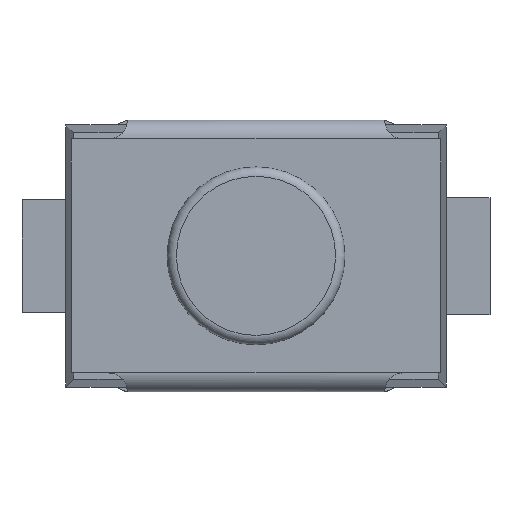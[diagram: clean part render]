
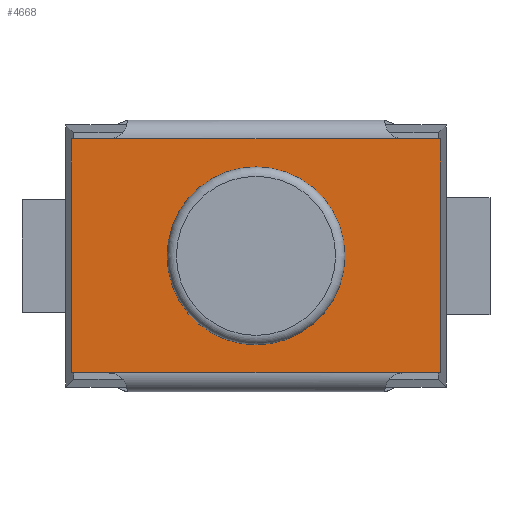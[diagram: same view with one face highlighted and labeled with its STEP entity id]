
A CAD part, top view. The second image highlights one B-rep face of the part: STEP entity #4668.
In plain terms, the highlighted planar face has unit normal (0, 0, 1).
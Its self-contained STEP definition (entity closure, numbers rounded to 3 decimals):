
#75=FACE_BOUND('',#1841,.T.);
#228=PLANE('',#4928);
#632=LINE('',#7687,#1213);
#638=LINE('',#7698,#1219);
#639=LINE('',#7702,#1220);
#640=LINE('',#7703,#1221);
#641=LINE('',#7705,#1222);
#642=LINE('',#7707,#1223);
#643=LINE('',#7708,#1224);
#644=LINE('',#7709,#1225);
#1213=VECTOR('',#5429,1.);
#1219=VECTOR('',#5441,1.);
#1220=VECTOR('',#5444,1.);
#1221=VECTOR('',#5445,1.);
#1222=VECTOR('',#5446,1.);
#1223=VECTOR('',#5447,1.);
#1224=VECTOR('',#5448,1.);
#1225=VECTOR('',#5449,1.);
#1591=FACE_OUTER_BOUND('',#1840,.T.);
#1840=EDGE_LOOP('',(#3593,#3594,#3595,#3596,#3597,#3598,#3599,#3600));
#1841=EDGE_LOOP('',(#3601));
#2043=CIRCLE('',#4885,0.95);
#2047=VERTEX_POINT('',#6069);
#2286=VERTEX_POINT('',#7234);
#2288=VERTEX_POINT('',#7318);
#2290=VERTEX_POINT('',#7432);
#2297=VERTEX_POINT('',#7570);
#2318=VERTEX_POINT('',#7700);
#2319=VERTEX_POINT('',#7701);
#2320=VERTEX_POINT('',#7704);
#2321=VERTEX_POINT('',#7706);
#2500=EDGE_CURVE('',#2047,#2047,#2043,.T.);
#2816=EDGE_CURVE('',#2290,#2297,#632,.T.);
#2822=EDGE_CURVE('',#2288,#2286,#638,.T.);
#2823=EDGE_CURVE('',#2318,#2319,#639,.T.);
#2824=EDGE_CURVE('',#2319,#2290,#640,.T.);
#2825=EDGE_CURVE('',#2297,#2320,#641,.T.);
#2826=EDGE_CURVE('',#2320,#2321,#642,.T.);
#2827=EDGE_CURVE('',#2321,#2288,#643,.T.);
#2828=EDGE_CURVE('',#2318,#2286,#644,.T.);
#3593=ORIENTED_EDGE('',*,*,#2823,.T.);
#3594=ORIENTED_EDGE('',*,*,#2824,.T.);
#3595=ORIENTED_EDGE('',*,*,#2816,.T.);
#3596=ORIENTED_EDGE('',*,*,#2825,.T.);
#3597=ORIENTED_EDGE('',*,*,#2826,.T.);
#3598=ORIENTED_EDGE('',*,*,#2827,.T.);
#3599=ORIENTED_EDGE('',*,*,#2822,.T.);
#3600=ORIENTED_EDGE('',*,*,#2828,.F.);
#3601=ORIENTED_EDGE('',*,*,#2500,.F.);
#4668=ADVANCED_FACE('',(#1591,#75),#228,.T.);
#4885=AXIS2_PLACEMENT_3D('',#6070,#5093,#5094);
#4928=AXIS2_PLACEMENT_3D('',#7699,#5442,#5443);
#5093=DIRECTION('center_axis',(0.,0.,1.));
#5094=DIRECTION('ref_axis',(1.,0.,0.));
#5429=DIRECTION('',(1.,0.,0.));
#5441=DIRECTION('',(-1.,0.,0.));
#5442=DIRECTION('center_axis',(0.,0.,1.));
#5443=DIRECTION('ref_axis',(1.,0.,0.));
#5444=DIRECTION('',(0.,-1.,0.));
#5445=DIRECTION('',(1.,0.,0.));
#5446=DIRECTION('',(1.,0.,0.));
#5447=DIRECTION('',(0.,1.,0.));
#5448=DIRECTION('',(-1.,0.,0.));
#5449=DIRECTION('',(1.,0.,0.));
#6069=CARTESIAN_POINT('',(0.95,0.,1.51));
#6070=CARTESIAN_POINT('Origin',(0.,0.,1.51));
#7234=CARTESIAN_POINT('',(-1.575,1.25,1.51));
#7318=CARTESIAN_POINT('',(1.575,1.25,1.51));
#7432=CARTESIAN_POINT('',(-1.575,-1.25,1.51));
#7570=CARTESIAN_POINT('',(1.575,-1.25,1.51));
#7687=CARTESIAN_POINT('',(-1.975,-1.25,1.51));
#7698=CARTESIAN_POINT('',(1.975,1.25,1.51));
#7699=CARTESIAN_POINT('Origin',(0.,0.,1.51));
#7700=CARTESIAN_POINT('',(-1.975,1.25,1.51));
#7701=CARTESIAN_POINT('',(-1.975,-1.25,1.51));
#7702=CARTESIAN_POINT('',(-1.975,1.45,1.51));
#7703=CARTESIAN_POINT('',(-1.975,-1.25,1.51));
#7704=CARTESIAN_POINT('',(1.975,-1.25,1.51));
#7705=CARTESIAN_POINT('',(-1.975,-1.25,1.51));
#7706=CARTESIAN_POINT('',(1.975,1.25,1.51));
#7707=CARTESIAN_POINT('',(1.975,1.45,1.51));
#7708=CARTESIAN_POINT('',(1.975,1.25,1.51));
#7709=CARTESIAN_POINT('',(-1.975,1.25,1.51));
